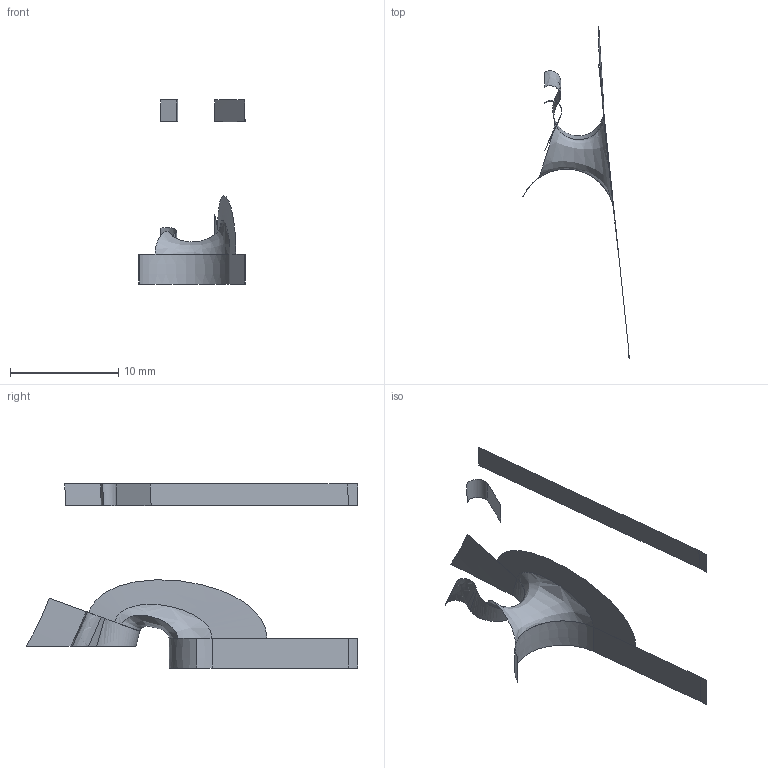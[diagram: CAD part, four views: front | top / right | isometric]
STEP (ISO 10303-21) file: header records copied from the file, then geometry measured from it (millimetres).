
FILE_DESCRIPTION((''),'2;1');
FILE_NAME('TWIN_SCROLL_V2','2014-07-18T',('witt_m'),('FEV'),'PRO/ENGINEER BY PARAMETRIC TECHNOLOGY CORPORATION, 2012010','PRO/ENGINEER BY PARAMETRIC TECHNOLOGY CORPORATION, 2012010','');
FILE_SCHEMA(('AUTOMOTIVE_DESIGN_CC2 { 1 2 10303 214 -1 1 5 2 }'));
Length unit declared in the file: millimetre
Products named in the file (1): TWIN_SCROLL_V2
Bounding box: 9.79 x 30.65 x 17 mm (x, y, z)
Surface area: 270.8 mm2 (no closed solid volume)
Topology: 0 solids, 0 shells, 14 faces, 80 edges, 148 vertices
Faces by surface type: bspline 14
Entity records: 3738 total; most frequent: CARTESIAN_POINT 2640, COLOUR_RGB 102, COMPOSITE_CURVE_SEGMENT 80, DIRECTION 73, PRESENTATION_STYLE_ASSIGNMENT 70, STYLED_ITEM 70, B_SPLINE_CURVE_WITH_KNOTS 65, TRIMMED_CURVE 62
